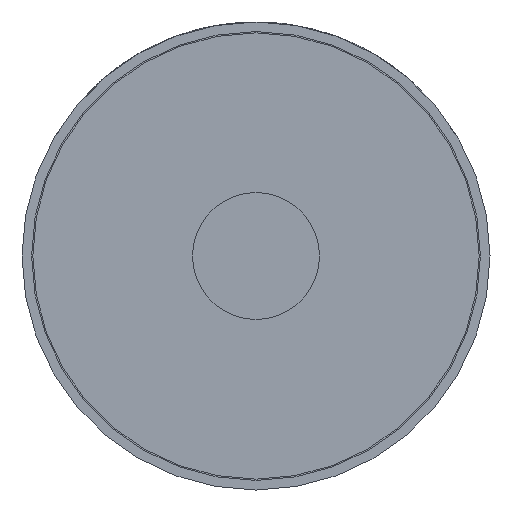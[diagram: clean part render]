
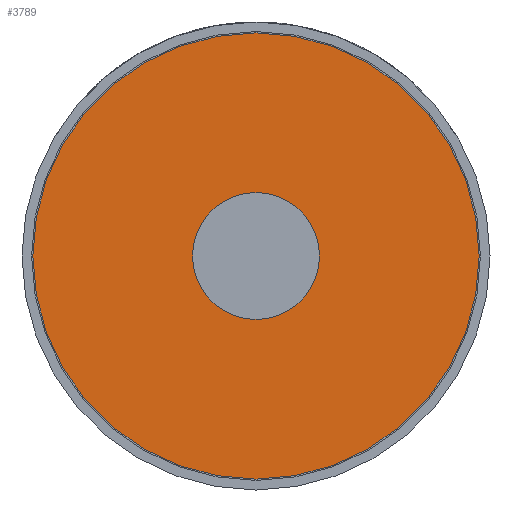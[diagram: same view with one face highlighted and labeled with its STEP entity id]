
A CAD part, front view. The second image highlights one B-rep face of the part: STEP entity #3789.
In plain terms, the highlighted planar face has unit normal (0, -1, 0).
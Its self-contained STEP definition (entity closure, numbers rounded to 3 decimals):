
#136 = AXIS2_PLACEMENT_3D ( 'NONE', #2820, #203, #1984 ) ;
#142 = CIRCLE ( 'NONE', #654, 1.74 ) ;
#203 = DIRECTION ( 'NONE',  ( 0., 1., 0. ) ) ;
#372 = CARTESIAN_POINT ( 'NONE',  ( 0.037, 0.053, -0.37 ) ) ;
#484 = ORIENTED_EDGE ( 'NONE', *, *, #3414, .T. ) ;
#606 = AXIS2_PLACEMENT_3D ( 'NONE', #4021, #1838, #1453 ) ;
#654 = AXIS2_PLACEMENT_3D ( 'NONE', #5104, #1596, #3771 ) ;
#908 = FACE_OUTER_BOUND ( 'NONE', #4779, .T. ) ;
#1013 = CARTESIAN_POINT ( 'NONE',  ( 0.037, 0.053, 0. ) ) ;
#1246 = CIRCLE ( 'NONE', #2974, 0.37 ) ;
#1453 = DIRECTION ( 'NONE',  ( 0., 0., -1. ) ) ;
#1549 = VERTEX_POINT ( 'NONE', #4657 ) ;
#1596 = DIRECTION ( 'NONE',  ( 0., -1., 0. ) ) ;
#1670 = VERTEX_POINT ( 'NONE', #3024 ) ;
#1784 = CARTESIAN_POINT ( 'NONE',  ( 0.037, 0.053, 0. ) ) ;
#1838 = DIRECTION ( 'NONE',  ( 0., -1., 0. ) ) ;
#1884 = DIRECTION ( 'NONE',  ( 0., 0., 1. ) ) ;
#1984 = DIRECTION ( 'NONE',  ( 0., 0., 1. ) ) ;
#2055 = VERTEX_POINT ( 'NONE', #2115 ) ;
#2115 = CARTESIAN_POINT ( 'NONE',  ( 0.037, 0.053, -1.74 ) ) ;
#2163 = DIRECTION ( 'NONE',  ( 0., -1., 0. ) ) ;
#2220 = PLANE ( 'NONE',  #4026 ) ;
#2557 = EDGE_CURVE ( 'Defeature ausgef�hrt1_4+Defeature ausgef�hrt1_5+Defeature ausgef�hrt1_5+Defeature ausgef�hrt1_5', #2055, #1549, #5429, .T. ) ;
#2709 = EDGE_CURVE ( 'Defeature ausgef�hrt1_4+Defeature ausgef�hrt1_14+Defeature ausgef�hrt1_14+Defeature ausgef�hrt1_14', #4808, #1670, #3026, .T. ) ;
#2725 = FACE_BOUND ( 'NONE', #5400, .T. ) ;
#2779 = EDGE_CURVE ( 'Defeature ausgef�hrt1_4+Defeature ausgef�hrt1_5+Defeature ausgef�hrt1_5+Defeature ausgef�hrt1_5', #1549, #2055, #142, .T. ) ;
#2820 = CARTESIAN_POINT ( 'NONE',  ( 0.037, 0.053, 0. ) ) ;
#2974 = AXIS2_PLACEMENT_3D ( 'NONE', #1013, #4013, #1884 ) ;
#3024 = CARTESIAN_POINT ( 'NONE',  ( 0.037, 0.053, 0.37 ) ) ;
#3026 = CIRCLE ( 'NONE', #136, 0.37 ) ;
#3042 = DIRECTION ( 'NONE',  ( 0., 0., -1. ) ) ;
#3414 = EDGE_CURVE ( 'Defeature ausgef�hrt1_4+Defeature ausgef�hrt1_14+Defeature ausgef�hrt1_14+Defeature ausgef�hrt1_14', #1670, #4808, #1246, .T. ) ;
#3458 = ORIENTED_EDGE ( 'NONE', *, *, #2779, .T. ) ;
#3517 = ORIENTED_EDGE ( 'NONE', *, *, #2557, .T. ) ;
#3771 = DIRECTION ( 'NONE',  ( 0., 0., -1. ) ) ;
#3789 = ADVANCED_FACE ( 'Defeature ausgef�hrt1_4', ( #2725, #908 ), #2220, .T. ) ;
#4013 = DIRECTION ( 'NONE',  ( 0., 1., 0. ) ) ;
#4021 = CARTESIAN_POINT ( 'NONE',  ( 0.037, 0.053, 0. ) ) ;
#4026 = AXIS2_PLACEMENT_3D ( 'NONE', #1784, #2163, #3042 ) ;
#4145 = ORIENTED_EDGE ( 'NONE', *, *, #2709, .T. ) ;
#4657 = CARTESIAN_POINT ( 'NONE',  ( 0.037, 0.053, 1.74 ) ) ;
#4779 = EDGE_LOOP ( 'NONE', ( #3517, #3458 ) ) ;
#4808 = VERTEX_POINT ( 'NONE', #372 ) ;
#5104 = CARTESIAN_POINT ( 'NONE',  ( 0.037, 0.053, 0. ) ) ;
#5400 = EDGE_LOOP ( 'NONE', ( #484, #4145 ) ) ;
#5429 = CIRCLE ( 'NONE', #606, 1.74 ) ;
